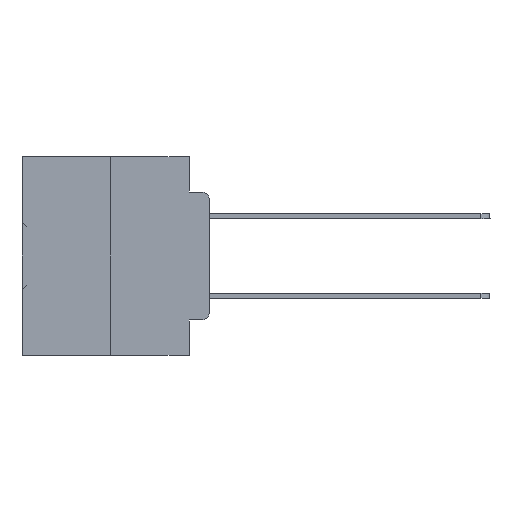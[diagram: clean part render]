
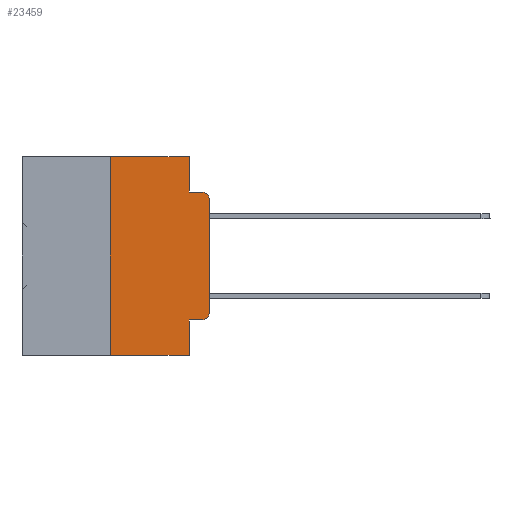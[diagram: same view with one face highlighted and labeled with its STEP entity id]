
A CAD part, left-side view. The second image highlights one B-rep face of the part: STEP entity #23459.
In plain terms, the highlighted planar face has unit normal (-1, 0, 0).
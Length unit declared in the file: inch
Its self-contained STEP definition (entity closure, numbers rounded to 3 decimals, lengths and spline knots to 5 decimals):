
#115 = VECTOR ( 'NONE', #17361, 39.37008 ) ;
#205 = VERTEX_POINT ( 'NONE', #19593 ) ;
#226 = VERTEX_POINT ( 'NONE', #39047 ) ;
#1363 = AXIS2_PLACEMENT_3D ( 'NONE', #24252, #6093, #27220 ) ;
#2133 = LINE ( 'NONE', #38227, #115 ) ;
#2712 = DIRECTION ( 'NONE',  ( 0., 0., -1. ) ) ;
#2923 = DIRECTION ( 'NONE',  ( -1., 0., 0. ) ) ;
#3244 = LINE ( 'NONE', #28852, #34539 ) ;
#3731 = DIRECTION ( 'NONE',  ( 0., -1., 0. ) ) ;
#4307 = VECTOR ( 'NONE', #5053, 39.37008 ) ;
#4345 = DIRECTION ( 'NONE',  ( 1., 0., 0. ) ) ;
#5053 = DIRECTION ( 'NONE',  ( 0., 0., 1. ) ) ;
#6093 = DIRECTION ( 'NONE',  ( -1., 0., 0. ) ) ;
#7416 = CARTESIAN_POINT ( 'NONE',  ( 0., 0.473, 0. ) ) ;
#7706 = ORIENTED_EDGE ( 'NONE', *, *, #35656, .T. ) ;
#7763 = VERTEX_POINT ( 'NONE', #9879 ) ;
#7816 = DIRECTION ( 'NONE',  ( 0., -1., 0. ) ) ;
#7838 = VECTOR ( 'NONE', #16015, 39.37008 ) ;
#8372 = LINE ( 'NONE', #36683, #9326 ) ;
#8531 = VERTEX_POINT ( 'NONE', #18442 ) ;
#9128 = ORIENTED_EDGE ( 'NONE', *, *, #21602, .F. ) ;
#9326 = VECTOR ( 'NONE', #24719, 39.37008 ) ;
#9835 = CARTESIAN_POINT ( 'NONE',  ( 0., 0., 0. ) ) ;
#9879 = CARTESIAN_POINT ( 'NONE',  ( 0., 0.051, -0.5 ) ) ;
#9962 = VERTEX_POINT ( 'NONE', #19520 ) ;
#10206 = CARTESIAN_POINT ( 'NONE',  ( 0., 0.02, -0.0885 ) ) ;
#10943 = VECTOR ( 'NONE', #2712, 39.37008 ) ;
#11132 = CARTESIAN_POINT ( 'NONE',  ( 0., 0.02, -0.4115 ) ) ;
#11476 = EDGE_CURVE ( 'NONE', #28735, #36332, #36467, .T. ) ;
#12249 = CARTESIAN_POINT ( 'NONE',  ( 0., 0., -0.3915 ) ) ;
#13295 = EDGE_CURVE ( 'NONE', #8531, #7763, #35918, .T. ) ;
#13525 = EDGE_CURVE ( 'NONE', #17685, #28735, #28316, .T. ) ;
#14419 = ORIENTED_EDGE ( 'NONE', *, *, #23593, .F. ) ;
#14601 = AXIS2_PLACEMENT_3D ( 'NONE', #21273, #2923, #24238 ) ;
#15577 = CARTESIAN_POINT ( 'NONE',  ( 0., 0., -0.1085 ) ) ;
#15760 = VERTEX_POINT ( 'NONE', #15577 ) ;
#16015 = DIRECTION ( 'NONE',  ( 0., 0., 1. ) ) ;
#16034 = CARTESIAN_POINT ( 'NONE',  ( 0., 0.051, -0.4115 ) ) ;
#17264 = CARTESIAN_POINT ( 'NONE',  ( 0., 0.051, -0.4115 ) ) ;
#17299 = ORIENTED_EDGE ( 'NONE', *, *, #13525, .T. ) ;
#17361 = DIRECTION ( 'NONE',  ( 0., -1., 0. ) ) ;
#17685 = VERTEX_POINT ( 'NONE', #17264 ) ;
#17894 = DIRECTION ( 'NONE',  ( 0., -1., 0. ) ) ;
#18069 = CARTESIAN_POINT ( 'NONE',  ( 0., 0.051, 0. ) ) ;
#18442 = CARTESIAN_POINT ( 'NONE',  ( 0., 0.25, -0.5 ) ) ;
#18934 = EDGE_CURVE ( 'NONE', #9962, #205, #3244, .T. ) ;
#19520 = CARTESIAN_POINT ( 'NONE',  ( 0., 0.25, 0. ) ) ;
#19593 = CARTESIAN_POINT ( 'NONE',  ( 0., 0.051, 0. ) ) ;
#19655 = PLANE ( 'NONE',  #36654 ) ;
#20288 = CARTESIAN_POINT ( 'NONE',  ( 0., 0.25, 0. ) ) ;
#20447 = VECTOR ( 'NONE', #3731, 39.37008 ) ;
#20561 = ORIENTED_EDGE ( 'NONE', *, *, #25571, .F. ) ;
#21273 = CARTESIAN_POINT ( 'NONE',  ( 0., 0.02, -0.1085 ) ) ;
#21602 = EDGE_CURVE ( 'NONE', #17685, #7763, #8372, .T. ) ;
#22460 = LINE ( 'NONE', #20288, #4307 ) ;
#23413 = VERTEX_POINT ( 'NONE', #10206 ) ;
#23459 = ADVANCED_FACE ( 'NONE', ( #25255 ), #19655, .F. ) ;
#23593 = EDGE_CURVE ( 'NONE', #8531, #9962, #22460, .T. ) ;
#24018 = CIRCLE ( 'NONE', #14601, 0.02 ) ;
#24238 = DIRECTION ( 'NONE',  ( 0., 0., -1. ) ) ;
#24252 = CARTESIAN_POINT ( 'NONE',  ( 0., 0.02, -0.3915 ) ) ;
#24265 = ORIENTED_EDGE ( 'NONE', *, *, #13295, .T. ) ;
#24719 = DIRECTION ( 'NONE',  ( 0., 0., -1. ) ) ;
#25255 = FACE_OUTER_BOUND ( 'NONE', #25730, .T. ) ;
#25571 = EDGE_CURVE ( 'NONE', #205, #226, #35899, .T. ) ;
#25610 = DIRECTION ( 'NONE',  ( 0., 0., -1. ) ) ;
#25730 = EDGE_LOOP ( 'NONE', ( #28877, #7706, #35529, #20561, #28420, #14419, #24265, #9128, #17299, #36022 ) ) ;
#27220 = DIRECTION ( 'NONE',  ( 0., 0., -1. ) ) ;
#28316 = LINE ( 'NONE', #16034, #20447 ) ;
#28420 = ORIENTED_EDGE ( 'NONE', *, *, #18934, .F. ) ;
#28735 = VERTEX_POINT ( 'NONE', #11132 ) ;
#28807 = VECTOR ( 'NONE', #17894, 39.37008 ) ;
#28852 = CARTESIAN_POINT ( 'NONE',  ( 0., 0.473, 0. ) ) ;
#28877 = ORIENTED_EDGE ( 'NONE', *, *, #37645, .T. ) ;
#32817 = LINE ( 'NONE', #9835, #7838 ) ;
#33615 = EDGE_CURVE ( 'NONE', #226, #23413, #2133, .T. ) ;
#34539 = VECTOR ( 'NONE', #7816, 39.37008 ) ;
#35529 = ORIENTED_EDGE ( 'NONE', *, *, #33615, .F. ) ;
#35656 = EDGE_CURVE ( 'NONE', #15760, #23413, #24018, .T. ) ;
#35899 = LINE ( 'NONE', #18069, #10943 ) ;
#35918 = LINE ( 'NONE', #38746, #28807 ) ;
#36022 = ORIENTED_EDGE ( 'NONE', *, *, #11476, .T. ) ;
#36332 = VERTEX_POINT ( 'NONE', #12249 ) ;
#36467 = CIRCLE ( 'NONE', #1363, 0.02 ) ;
#36654 = AXIS2_PLACEMENT_3D ( 'NONE', #7416, #4345, #25610 ) ;
#36683 = CARTESIAN_POINT ( 'NONE',  ( 0., 0.051, 0. ) ) ;
#37645 = EDGE_CURVE ( 'NONE', #36332, #15760, #32817, .T. ) ;
#38227 = CARTESIAN_POINT ( 'NONE',  ( 0., 0.051, -0.0885 ) ) ;
#38746 = CARTESIAN_POINT ( 'NONE',  ( 0., 0.473, -0.5 ) ) ;
#39047 = CARTESIAN_POINT ( 'NONE',  ( 0., 0.051, -0.0885 ) ) ;
